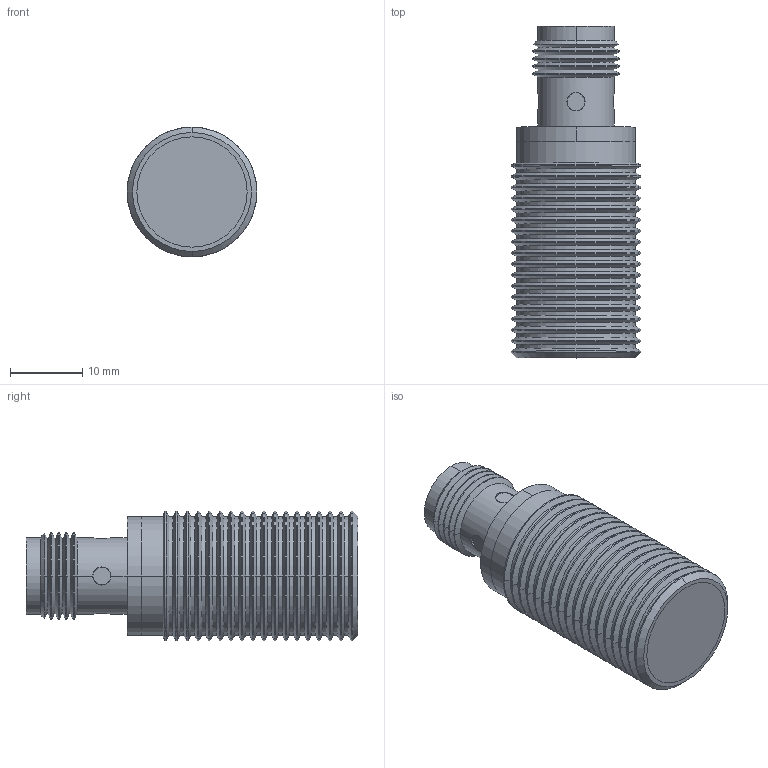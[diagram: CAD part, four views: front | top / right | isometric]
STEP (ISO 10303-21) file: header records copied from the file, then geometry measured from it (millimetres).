
FILE_DESCRIPTION(('STEP AP214'),'1');
FILE_NAME('cctmp_D6AFB172-B7D8-410F-8304-A0278497A72A_2022_07_21_11_28_40_0398..stp','2022-07-21T09:28:40',('Pepperl+Fuchs GmbH'),('CADClick - www.CADClick.com'),'Spatial InterOp 3D',' ','unknown authorization');
FILE_SCHEMA(('AUTOMOTIVE_DESIGN'));
Length unit declared in the file: millimetre
Products named in the file (6): cc_unnamed; NBB8-18GM30-E2-V1_4; NBB8-18GM30-E2-V1_3; NBB8-18GM30-E2-V1_2; NBB8-18GM30-E2-V1_1; NBB8-18GM30-E2-V1
Assembly tree (5 placements, depth 2):
  cc_unnamed
    NBB8-18GM30-E2-V1_4
    NBB8-18GM30-E2-V1_3
    NBB8-18GM30-E2-V1_2
    NBB8-18GM30-E2-V1_1
    NBB8-18GM30-E2-V1
Bounding box: 18 x 46.01 x 18 mm (x, y, z)
Volume: 9062.8 mm3; surface area: 7691.3 mm2
Topology: 8 solids, 8 shells, 282 faces, 610 edges, 346 vertices
Faces by surface type: cylinder 133, cone 106, plane 37, sphere 6
Entity records: 10215 total; most frequent: CARTESIAN_POINT 1512, DIRECTION 1474, ORIENTED_EDGE 1196, AXIS2_PLACEMENT_3D 612, EDGE_CURVE 598, VERTEX_POINT 346, CIRCLE 324, EDGE_LOOP 306
